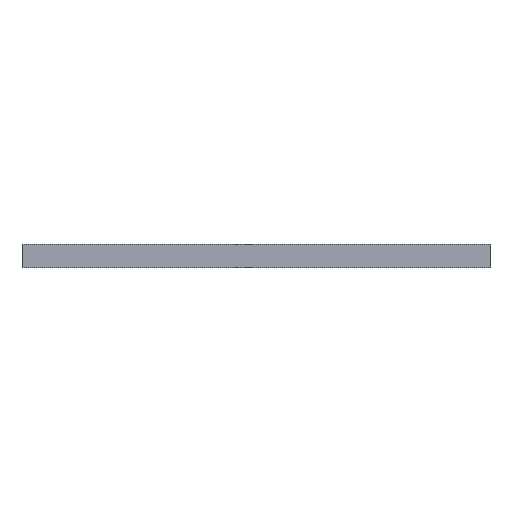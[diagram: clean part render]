
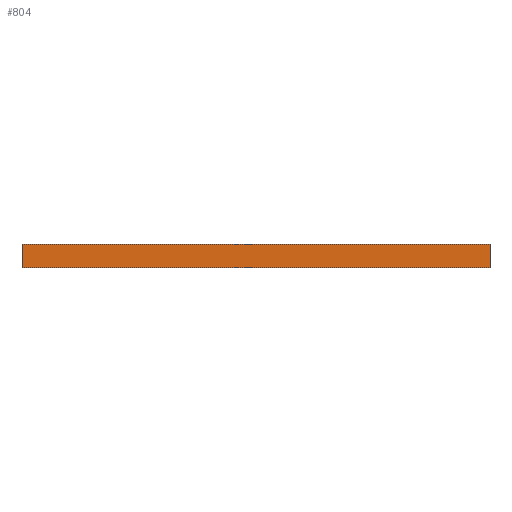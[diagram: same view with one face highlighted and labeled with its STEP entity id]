
A CAD part, front view. The second image highlights one B-rep face of the part: STEP entity #804.
In plain terms, the highlighted planar face has unit normal (0, -1, 0).
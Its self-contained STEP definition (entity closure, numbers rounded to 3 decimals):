
#7 = VECTOR ( 'NONE', #1122, 1000. ) ;
#16 = CARTESIAN_POINT ( 'NONE',  ( 1312., 0., 0. ) ) ;
#39 = EDGE_CURVE ( 'NONE', #421, #755, #972, .T. ) ;
#56 = VERTEX_POINT ( 'NONE', #1283 ) ;
#253 = CARTESIAN_POINT ( 'NONE',  ( 1312., 0., -65. ) ) ;
#259 = CARTESIAN_POINT ( 'NONE',  ( 0., 0., 0. ) ) ;
#273 = AXIS2_PLACEMENT_3D ( 'NONE', #16, #1163, #693 ) ;
#296 = DIRECTION ( 'NONE',  ( 0., 0., -1. ) ) ;
#311 = ORIENTED_EDGE ( 'NONE', *, *, #39, .T. ) ;
#329 = CARTESIAN_POINT ( 'NONE',  ( 1312., 0., 0. ) ) ;
#421 = VERTEX_POINT ( 'NONE', #259 ) ;
#439 = ORIENTED_EDGE ( 'NONE', *, *, #748, .F. ) ;
#446 = VECTOR ( 'NONE', #1036, 1000. ) ;
#454 = VECTOR ( 'NONE', #979, 1000. ) ;
#481 = CARTESIAN_POINT ( 'NONE',  ( 0., 0., -65. ) ) ;
#504 = EDGE_CURVE ( 'NONE', #56, #421, #609, .T. ) ;
#520 = CARTESIAN_POINT ( 'NONE',  ( 1312., 0., 0. ) ) ;
#609 = LINE ( 'NONE', #520, #454 ) ;
#693 = DIRECTION ( 'NONE',  ( 0., 0., 1. ) ) ;
#748 = EDGE_CURVE ( 'NONE', #1015, #755, #1366, .T. ) ;
#755 = VERTEX_POINT ( 'NONE', #481 ) ;
#804 = ADVANCED_FACE ( 'NONE', ( #1024 ), #1368, .F. ) ;
#841 = ORIENTED_EDGE ( 'NONE', *, *, #1175, .F. ) ;
#972 = LINE ( 'NONE', #1400, #1051 ) ;
#979 = DIRECTION ( 'NONE',  ( -1., 0., 0. ) ) ;
#1015 = VERTEX_POINT ( 'NONE', #253 ) ;
#1024 = FACE_OUTER_BOUND ( 'NONE', #1058, .T. ) ;
#1036 = DIRECTION ( 'NONE',  ( -1., 0., 0. ) ) ;
#1051 = VECTOR ( 'NONE', #296, 1000. ) ;
#1058 = EDGE_LOOP ( 'NONE', ( #311, #439, #841, #1419 ) ) ;
#1122 = DIRECTION ( 'NONE',  ( 0., 0., -1. ) ) ;
#1151 = CARTESIAN_POINT ( 'NONE',  ( 1312., 0., -65. ) ) ;
#1163 = DIRECTION ( 'NONE',  ( 0., 1., 0. ) ) ;
#1175 = EDGE_CURVE ( 'NONE', #56, #1015, #1215, .T. ) ;
#1215 = LINE ( 'NONE', #329, #7 ) ;
#1283 = CARTESIAN_POINT ( 'NONE',  ( 1312., 0., 0. ) ) ;
#1366 = LINE ( 'NONE', #1151, #446 ) ;
#1368 = PLANE ( 'NONE',  #273 ) ;
#1400 = CARTESIAN_POINT ( 'NONE',  ( 0., 0., 0. ) ) ;
#1419 = ORIENTED_EDGE ( 'NONE', *, *, #504, .T. ) ;
